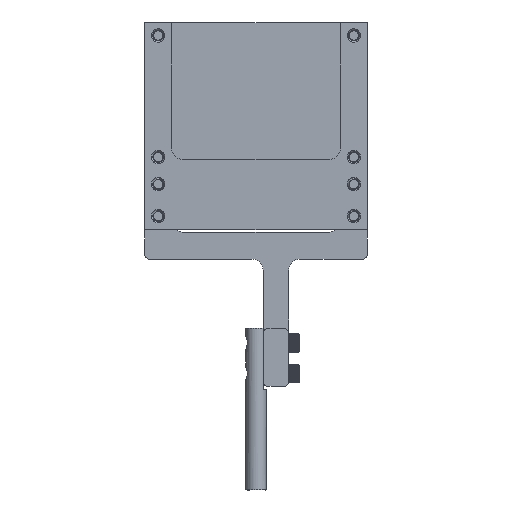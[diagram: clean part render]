
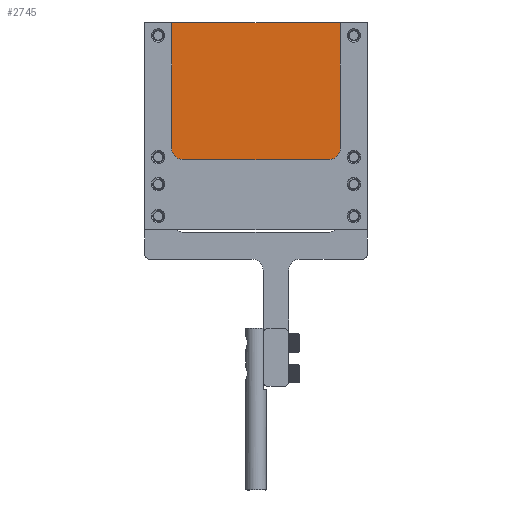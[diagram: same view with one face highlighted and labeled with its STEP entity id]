
A CAD part, front view. The second image highlights one B-rep face of the part: STEP entity #2745.
In plain terms, the highlighted planar face has unit normal (0, -1, 0).
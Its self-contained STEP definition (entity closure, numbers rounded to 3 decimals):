
#2745=ADVANCED_FACE('',(#3725),#3067,.T.);
#3067=PLANE('',#13529);
#3725=FACE_OUTER_BOUND('',#4561,.T.);
#4561=EDGE_LOOP('',(#8105,#8106,#8107,#8108));
#8105=ORIENTED_EDGE('',*,*,#10995,.T.);
#8106=ORIENTED_EDGE('',*,*,#11004,.T.);
#8107=ORIENTED_EDGE('',*,*,#11001,.T.);
#8108=ORIENTED_EDGE('',*,*,#10998,.T.);
#9224=VERTEX_POINT('',#27015);
#9225=VERTEX_POINT('',#27017);
#9227=VERTEX_POINT('',#27023);
#9229=VERTEX_POINT('',#27029);
#10995=EDGE_CURVE('',#9225,#9224,#11623,.T.);
#10998=EDGE_CURVE('',#9227,#9225,#11626,.T.);
#11001=EDGE_CURVE('',#9229,#9227,#11629,.T.);
#11004=EDGE_CURVE('',#9224,#9229,#11632,.T.);
#11623=LINE('',#27016,#12251);
#11626=LINE('',#27022,#12254);
#11629=LINE('',#27028,#12257);
#11632=LINE('',#27033,#12260);
#12251=VECTOR('',#16694,1.);
#12254=VECTOR('',#16699,1.);
#12257=VECTOR('',#16704,1.);
#12260=VECTOR('',#16709,1.);
#13529=AXIS2_PLACEMENT_3D('',#27035,#16712,#16713);
#16694=DIRECTION('',(0.,0.,-1.));
#16699=DIRECTION('',(-1.,0.,0.));
#16704=DIRECTION('',(0.,0.,1.));
#16709=DIRECTION('',(1.,0.,0.));
#16712=DIRECTION('',(0.,-1.,0.));
#16713=DIRECTION('',(0.,0.,1.));
#27015=CARTESIAN_POINT('',(-35.,-24.925,-35.));
#27016=CARTESIAN_POINT('',(-35.,-24.925,-35.));
#27017=CARTESIAN_POINT('',(-35.,-24.925,8.));
#27022=CARTESIAN_POINT('',(-35.,-24.925,8.));
#27023=CARTESIAN_POINT('',(35.,-24.925,8.));
#27028=CARTESIAN_POINT('',(35.,-24.925,8.));
#27029=CARTESIAN_POINT('',(35.,-24.925,-35.));
#27033=CARTESIAN_POINT('',(35.,-24.925,-35.));
#27035=CARTESIAN_POINT('',(0.,-24.925,0.));
